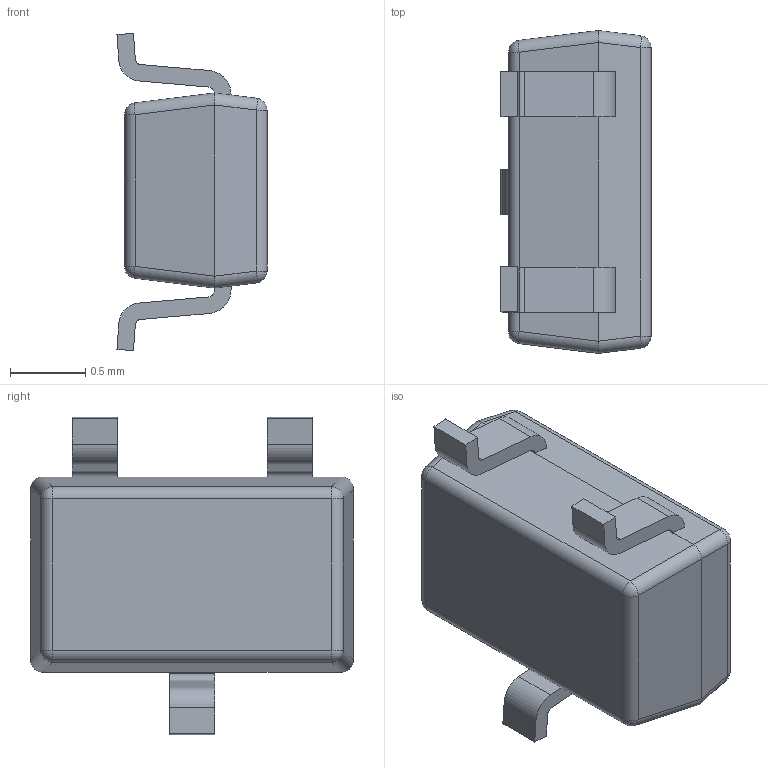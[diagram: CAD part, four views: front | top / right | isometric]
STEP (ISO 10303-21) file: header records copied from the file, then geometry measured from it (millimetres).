
FILE_DESCRIPTION(/* description */ ('Unknown'),/* implementation_level */ '2;1');
FILE_NAME(/* name */ 'SOT-323',/* time_stamp */ '2020-09-02T09:29:11+08:00',/* author */ ('Unknown'),/* organization */ ('Unknown'),/* preprocessor_version */ 'ST-DEVELOPER v16.7',/* originating_system */ 'DEX',/* authorisation */ $);
FILE_SCHEMA (('AUTOMOTIVE_DESIGN {1 0 10303 214 3 1 1}'));
Length unit declared in the file: millimetre
Products named in the file (3): SOT-323; Compound-New; LDF-New
Assembly tree (2 placements, depth 2):
  SOT-323
    Compound-New
    LDF-New
Bounding box: 1 x 2.15 x 2.11 mm (x, y, z)
Volume: 2.5 mm3; surface area: 20.9 mm2
Topology: 4 solids, 4 shells, 149 faces, 391 edges, 248 vertices
Faces by surface type: plane 87, cylinder 54, sphere 8
Entity records: 4621 total; most frequent: DIRECTION 797, CARTESIAN_POINT 789, ORIENTED_EDGE 778, EDGE_CURVE 389, LINE 285, VECTOR 285, AXIS2_PLACEMENT_3D 256, VERTEX_POINT 248
